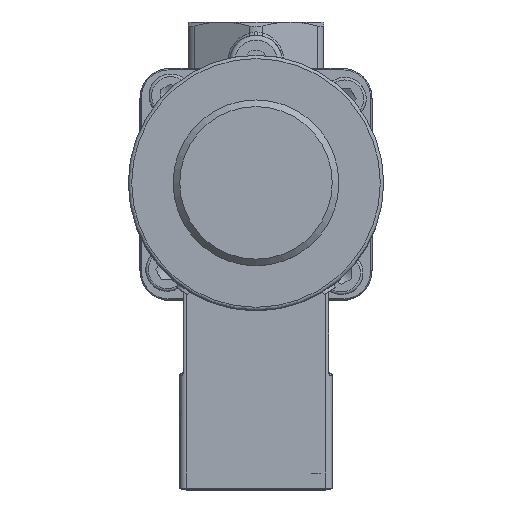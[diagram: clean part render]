
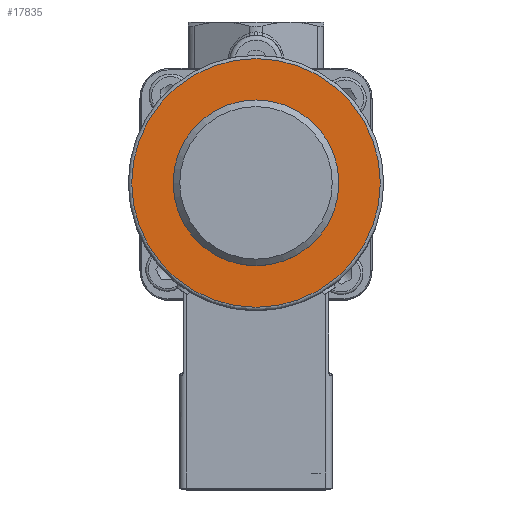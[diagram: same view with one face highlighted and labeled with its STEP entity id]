
A CAD part, top view. The second image highlights one B-rep face of the part: STEP entity #17835.
In plain terms, the highlighted planar face has unit normal (0, 0, 1).
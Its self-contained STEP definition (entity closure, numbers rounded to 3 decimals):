
#3970=FACE_BOUND('',#6391,.T.);
#5192=FACE_OUTER_BOUND('',#6390,.T.);
#6390=EDGE_LOOP('',(#14919));
#6391=EDGE_LOOP('',(#14920));
#7472=CIRCLE('',#19479,37.5);
#7473=CIRCLE('',#19480,23.);
#8797=VERTEX_POINT('',#31201);
#8798=VERTEX_POINT('',#31203);
#10952=EDGE_CURVE('',#8797,#8797,#7472,.T.);
#10953=EDGE_CURVE('',#8798,#8798,#7473,.T.);
#14919=ORIENTED_EDGE('',*,*,#10952,.F.);
#14920=ORIENTED_EDGE('',*,*,#10953,.F.);
#17039=PLANE('',#19478);
#17835=ADVANCED_FACE('',(#5192,#3970),#17039,.T.);
#19478=AXIS2_PLACEMENT_3D('',#31200,#23389,#23390);
#19479=AXIS2_PLACEMENT_3D('',#31202,#23391,#23392);
#19480=AXIS2_PLACEMENT_3D('',#31204,#23393,#23394);
#23389=DIRECTION('center_axis',(0.,0.,
1.));
#23390=DIRECTION('ref_axis',(1.,0.,0.));
#23391=DIRECTION('center_axis',(0.,0.,
-1.));
#23392=DIRECTION('ref_axis',(1.,0.,0.));
#23393=DIRECTION('center_axis',(0.,0.,
1.));
#23394=DIRECTION('ref_axis',(0.,-1.,0.));
#31200=CARTESIAN_POINT('Origin',(0.,0.,282.7));
#31201=CARTESIAN_POINT('',(-37.5,0.,282.7));
#31202=CARTESIAN_POINT('Origin',(0.,0.,282.7));
#31203=CARTESIAN_POINT('',(0.,23.,282.7));
#31204=CARTESIAN_POINT('Origin',(0.,0.,
282.7));
